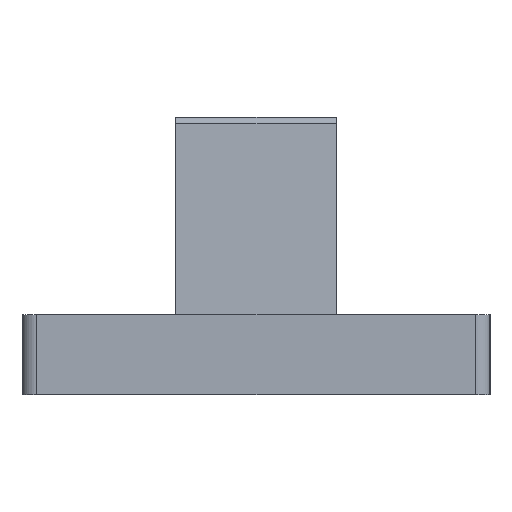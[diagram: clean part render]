
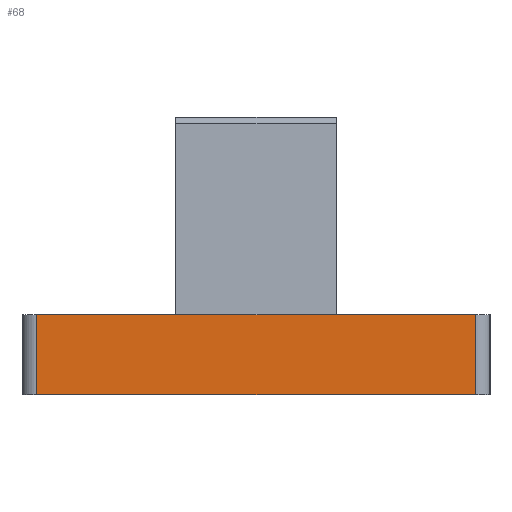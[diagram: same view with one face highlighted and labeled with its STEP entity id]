
A CAD part, left-side view. The second image highlights one B-rep face of the part: STEP entity #68.
In plain terms, the highlighted planar face has unit normal (-1, 0, 0).
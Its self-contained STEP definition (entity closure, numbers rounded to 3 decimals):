
#68=ADVANCED_FACE('NONE',(#158),#159,.T.);
#158=FACE_OUTER_BOUND('',#287,.T.);
#159=PLANE('',#288);
#287=EDGE_LOOP('',(#548,#549,#550,#551));
#288=AXIS2_PLACEMENT_3D('',#552,#553,#554);
#548=ORIENTED_EDGE('',*,*,#923,.T.);
#549=ORIENTED_EDGE('',*,*,#924,.T.);
#550=ORIENTED_EDGE('',*,*,#925,.T.);
#551=ORIENTED_EDGE('',*,*,#901,.F.);
#552=CARTESIAN_POINT('',(-78.428,28.056,0.));
#553=DIRECTION('',(-1.0,0.0,0.0));
#554=DIRECTION('',(0.0,0.0,1.0));
#901=EDGE_CURVE('NONE',#1106,#1108,#1109,.T.);
#923=EDGE_CURVE('NONE',#1106,#1149,#1150,.T.);
#924=EDGE_CURVE('NONE',#1149,#1151,#1152,.T.);
#925=EDGE_CURVE('NONE',#1151,#1108,#1153,.T.);
#1106=VERTEX_POINT('NONE',#1386);
#1108=VERTEX_POINT('NONE',#1388);
#1109=LINE('',#1389,#1390);
#1149=VERTEX_POINT('NONE',#1449);
#1150=LINE('',#1450,#1451);
#1151=VERTEX_POINT('NONE',#1452);
#1152=LINE('',#1453,#1454);
#1153=LINE('',#1455,#1456);
#1386=CARTESIAN_POINT('',(-78.428,26.056,11.));
#1388=CARTESIAN_POINT('',(-78.428,-33.944,11.));
#1389=CARTESIAN_POINT('',(-78.428,28.056,11.));
#1390=VECTOR('',#1721,1000.0);
#1449=CARTESIAN_POINT('',(-78.428,26.056,0.));
#1450=CARTESIAN_POINT('',(-78.428,26.056,0.));
#1451=VECTOR('',#1747,1000.0);
#1452=CARTESIAN_POINT('',(-78.428,-33.944,0.));
#1453=CARTESIAN_POINT('',(-78.428,28.056,0.));
#1454=VECTOR('',#1748,1000.0);
#1455=CARTESIAN_POINT('',(-78.428,-33.944,0.));
#1456=VECTOR('',#1749,1000.0);
#1721=DIRECTION('',(0.0,-1.0,0.0));
#1747=DIRECTION('',(-0.0,-0.0,-1.0));
#1748=DIRECTION('',(0.0,-1.0,0.0));
#1749=DIRECTION('',(0.0,0.0,1.0));
